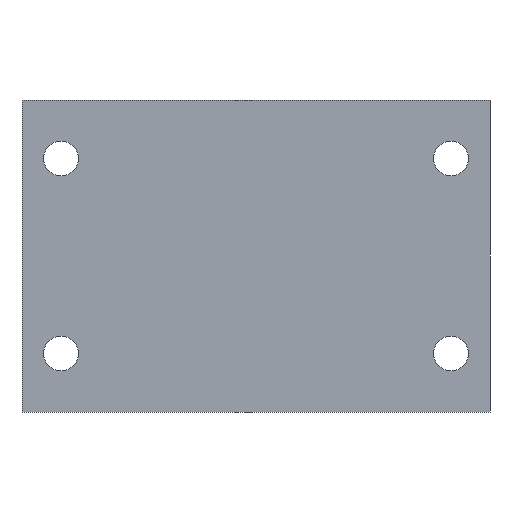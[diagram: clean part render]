
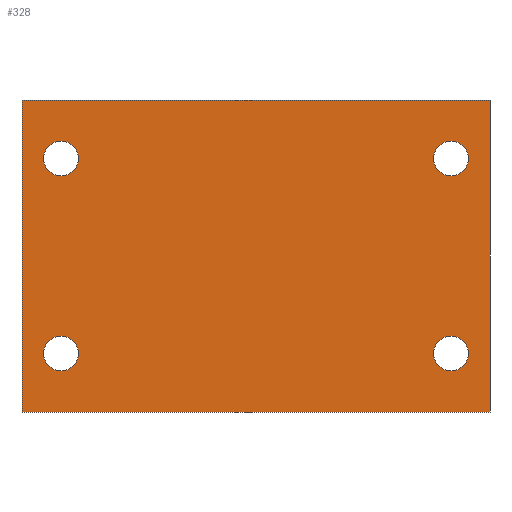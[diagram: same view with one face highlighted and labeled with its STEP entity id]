
A CAD part, front view. The second image highlights one B-rep face of the part: STEP entity #328.
In plain terms, the highlighted planar face has unit normal (0, -1, 0).
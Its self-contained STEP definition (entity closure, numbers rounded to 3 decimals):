
#11 = AXIS2_PLACEMENT_3D ( 'NONE', #533, #304, #631 ) ;
#22 = LINE ( 'NONE', #524, #490 ) ;
#25 = VECTOR ( 'NONE', #235, 1000. ) ;
#35 = ORIENTED_EDGE ( 'NONE', *, *, #742, .T. ) ;
#39 = DIRECTION ( 'NONE',  ( 0., 0., 1. ) ) ;
#41 = CIRCLE ( 'NONE', #432, 0.889 ) ;
#63 = EDGE_CURVE ( 'NONE', #1046, #219, #932, .T. ) ;
#75 = ORIENTED_EDGE ( 'NONE', *, *, #176, .T. ) ;
#80 = CARTESIAN_POINT ( 'NONE',  ( -10., 0., -4.111 ) ) ;
#81 = DIRECTION ( 'NONE',  ( 0., 0., 1. ) ) ;
#96 = EDGE_CURVE ( 'NONE', #962, #863, #184, .T. ) ;
#100 = AXIS2_PLACEMENT_3D ( 'NONE', #736, #660, #571 ) ;
#101 = CIRCLE ( 'NONE', #100, 0.889 ) ;
#103 = DIRECTION ( 'NONE',  ( 0., 1., 0. ) ) ;
#113 = EDGE_CURVE ( 'NONE', #219, #288, #22, .T. ) ;
#126 = VERTEX_POINT ( 'NONE', #938 ) ;
#161 = CARTESIAN_POINT ( 'NONE',  ( -12., 0., -8. ) ) ;
#164 = CARTESIAN_POINT ( 'NONE',  ( -12., 0., 8. ) ) ;
#176 = EDGE_CURVE ( 'NONE', #310, #237, #408, .T. ) ;
#184 = CIRCLE ( 'NONE', #715, 0.889 ) ;
#189 = EDGE_CURVE ( 'NONE', #288, #910, #1056, .T. ) ;
#208 = EDGE_CURVE ( 'NONE', #863, #962, #782, .T. ) ;
#219 = VERTEX_POINT ( 'NONE', #164 ) ;
#220 = EDGE_LOOP ( 'NONE', ( #514, #592 ) ) ;
#224 = ORIENTED_EDGE ( 'NONE', *, *, #208, .T. ) ;
#232 = CIRCLE ( 'NONE', #800, 0.889 ) ;
#235 = DIRECTION ( 'NONE',  ( 0., 0., -1. ) ) ;
#237 = VERTEX_POINT ( 'NONE', #901 ) ;
#238 = LINE ( 'NONE', #161, #954 ) ;
#250 = DIRECTION ( 'NONE',  ( 0., 1., 0. ) ) ;
#253 = CARTESIAN_POINT ( 'NONE',  ( 10., 0., 5. ) ) ;
#260 = DIRECTION ( 'NONE',  ( 0., 0., 1. ) ) ;
#284 = AXIS2_PLACEMENT_3D ( 'NONE', #1061, #567, #734 ) ;
#286 = FACE_BOUND ( 'NONE', #896, .T. ) ;
#287 = CARTESIAN_POINT ( 'NONE',  ( -10., 0., -5. ) ) ;
#288 = VERTEX_POINT ( 'NONE', #870 ) ;
#304 = DIRECTION ( 'NONE',  ( 0., -1., 0. ) ) ;
#306 = ORIENTED_EDGE ( 'NONE', *, *, #847, .F. ) ;
#310 = VERTEX_POINT ( 'NONE', #705 ) ;
#318 = CARTESIAN_POINT ( 'NONE',  ( -10., 0., 5.889 ) ) ;
#322 = CIRCLE ( 'NONE', #384, 0.889 ) ;
#328 = ADVANCED_FACE ( 'NONE', ( #286, #943, #1040, #614, #1045 ), #619, .T. ) ;
#339 = VECTOR ( 'NONE', #445, 1000. ) ;
#365 = EDGE_LOOP ( 'NONE', ( #35, #537 ) ) ;
#384 = AXIS2_PLACEMENT_3D ( 'NONE', #582, #103, #260 ) ;
#399 = DIRECTION ( 'NONE',  ( 0., 0., 1. ) ) ;
#408 = CIRCLE ( 'NONE', #565, 0.889 ) ;
#432 = AXIS2_PLACEMENT_3D ( 'NONE', #487, #819, #399 ) ;
#445 = DIRECTION ( 'NONE',  ( 0., 0., 1. ) ) ;
#450 = CARTESIAN_POINT ( 'NONE',  ( -12., 0., 8. ) ) ;
#487 = CARTESIAN_POINT ( 'NONE',  ( -10., 0., 5. ) ) ;
#488 = AXIS2_PLACEMENT_3D ( 'NONE', #253, #824, #982 ) ;
#490 = VECTOR ( 'NONE', #765, 1000. ) ;
#514 = ORIENTED_EDGE ( 'NONE', *, *, #966, .T. ) ;
#524 = CARTESIAN_POINT ( 'NONE',  ( -12., 0., 8. ) ) ;
#533 = CARTESIAN_POINT ( 'NONE',  ( 0., 0., 0. ) ) ;
#537 = ORIENTED_EDGE ( 'NONE', *, *, #756, .T. ) ;
#554 = ORIENTED_EDGE ( 'NONE', *, *, #113, .F. ) ;
#565 = AXIS2_PLACEMENT_3D ( 'NONE', #681, #250, #578 ) ;
#567 = DIRECTION ( 'NONE',  ( 0., 1., 0. ) ) ;
#570 = CARTESIAN_POINT ( 'NONE',  ( -10., 0., 4.111 ) ) ;
#571 = DIRECTION ( 'NONE',  ( 0., 0., 1. ) ) ;
#576 = CARTESIAN_POINT ( 'NONE',  ( 10., 0., -5. ) ) ;
#578 = DIRECTION ( 'NONE',  ( 0., 0., 1. ) ) ;
#579 = DIRECTION ( 'NONE',  ( -1., 0., 0. ) ) ;
#582 = CARTESIAN_POINT ( 'NONE',  ( 10., 0., 5. ) ) ;
#592 = ORIENTED_EDGE ( 'NONE', *, *, #981, .T. ) ;
#614 = FACE_BOUND ( 'NONE', #1051, .T. ) ;
#616 = ORIENTED_EDGE ( 'NONE', *, *, #189, .F. ) ;
#619 = PLANE ( 'NONE',  #11 ) ;
#628 = CIRCLE ( 'NONE', #488, 0.889 ) ;
#631 = DIRECTION ( 'NONE',  ( 0., 0., -1. ) ) ;
#644 = ORIENTED_EDGE ( 'NONE', *, *, #704, .T. ) ;
#660 = DIRECTION ( 'NONE',  ( 0., 1., 0. ) ) ;
#681 = CARTESIAN_POINT ( 'NONE',  ( 10., 0., -5. ) ) ;
#686 = EDGE_LOOP ( 'NONE', ( #616, #554, #914, #306 ) ) ;
#704 = EDGE_CURVE ( 'NONE', #237, #310, #232, .T. ) ;
#705 = CARTESIAN_POINT ( 'NONE',  ( 10., 0., -5.889 ) ) ;
#715 = AXIS2_PLACEMENT_3D ( 'NONE', #287, #1016, #39 ) ;
#730 = CARTESIAN_POINT ( 'NONE',  ( 12., 0., -8. ) ) ;
#733 = CARTESIAN_POINT ( 'NONE',  ( -12., 0., -8. ) ) ;
#734 = DIRECTION ( 'NONE',  ( 0., 0., 1. ) ) ;
#736 = CARTESIAN_POINT ( 'NONE',  ( -10., 0., 5. ) ) ;
#738 = CARTESIAN_POINT ( 'NONE',  ( -10., 0., -5.889 ) ) ;
#742 = EDGE_CURVE ( 'NONE', #883, #857, #41, .T. ) ;
#750 = VERTEX_POINT ( 'NONE', #1060 ) ;
#756 = EDGE_CURVE ( 'NONE', #857, #883, #101, .T. ) ;
#765 = DIRECTION ( 'NONE',  ( 1., 0., 0. ) ) ;
#766 = ORIENTED_EDGE ( 'NONE', *, *, #96, .T. ) ;
#782 = CIRCLE ( 'NONE', #284, 0.889 ) ;
#800 = AXIS2_PLACEMENT_3D ( 'NONE', #576, #1066, #81 ) ;
#819 = DIRECTION ( 'NONE',  ( 0., 1., 0. ) ) ;
#824 = DIRECTION ( 'NONE',  ( 0., 1., 0. ) ) ;
#847 = EDGE_CURVE ( 'NONE', #910, #1046, #238, .T. ) ;
#857 = VERTEX_POINT ( 'NONE', #570 ) ;
#863 = VERTEX_POINT ( 'NONE', #80 ) ;
#870 = CARTESIAN_POINT ( 'NONE',  ( 12., 0., 8. ) ) ;
#883 = VERTEX_POINT ( 'NONE', #318 ) ;
#896 = EDGE_LOOP ( 'NONE', ( #644, #75 ) ) ;
#901 = CARTESIAN_POINT ( 'NONE',  ( 10., 0., -4.111 ) ) ;
#910 = VERTEX_POINT ( 'NONE', #730 ) ;
#914 = ORIENTED_EDGE ( 'NONE', *, *, #63, .F. ) ;
#932 = LINE ( 'NONE', #450, #339 ) ;
#938 = CARTESIAN_POINT ( 'NONE',  ( 10., 0., 5.889 ) ) ;
#943 = FACE_BOUND ( 'NONE', #220, .T. ) ;
#954 = VECTOR ( 'NONE', #579, 1000. ) ;
#962 = VERTEX_POINT ( 'NONE', #738 ) ;
#966 = EDGE_CURVE ( 'NONE', #126, #750, #322, .T. ) ;
#967 = CARTESIAN_POINT ( 'NONE',  ( 12., 0., 8. ) ) ;
#981 = EDGE_CURVE ( 'NONE', #750, #126, #628, .T. ) ;
#982 = DIRECTION ( 'NONE',  ( 0., 0., 1. ) ) ;
#1016 = DIRECTION ( 'NONE',  ( 0., 1., 0. ) ) ;
#1040 = FACE_BOUND ( 'NONE', #365, .T. ) ;
#1045 = FACE_OUTER_BOUND ( 'NONE', #686, .T. ) ;
#1046 = VERTEX_POINT ( 'NONE', #733 ) ;
#1051 = EDGE_LOOP ( 'NONE', ( #224, #766 ) ) ;
#1056 = LINE ( 'NONE', #967, #25 ) ;
#1060 = CARTESIAN_POINT ( 'NONE',  ( 10., 0., 4.111 ) ) ;
#1061 = CARTESIAN_POINT ( 'NONE',  ( -10., 0., -5. ) ) ;
#1066 = DIRECTION ( 'NONE',  ( 0., 1., 0. ) ) ;
